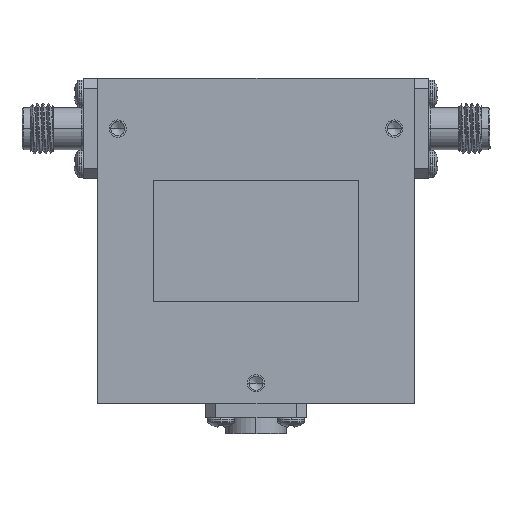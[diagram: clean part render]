
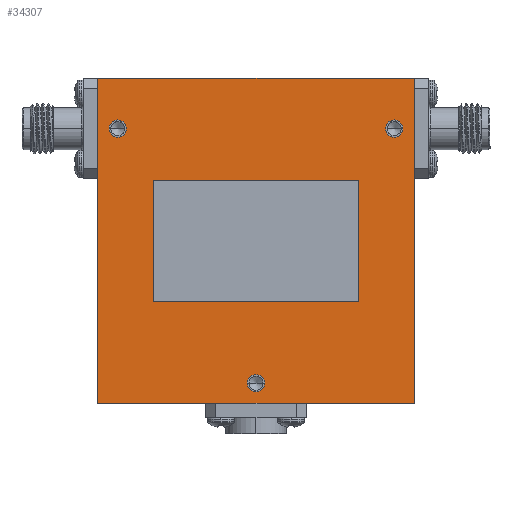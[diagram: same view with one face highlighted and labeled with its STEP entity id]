
A CAD part, top view. The second image highlights one B-rep face of the part: STEP entity #34307.
In plain terms, the highlighted planar face has unit normal (0, 0, 1).
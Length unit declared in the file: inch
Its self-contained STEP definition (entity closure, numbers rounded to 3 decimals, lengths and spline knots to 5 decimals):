
#1 = AXIS2_PLACEMENT_3D ( 'NONE', #32324, #47359, #35786 ) ;
#873 = VECTOR ( 'NONE', #38399, 39.37008 ) ;
#968 = AXIS2_PLACEMENT_3D ( 'NONE', #45851, #22692, #45364 ) ;
#1289 = CARTESIAN_POINT ( 'NONE',  ( -0.51236, -0.30181, 0.35 ) ) ;
#1766 = CARTESIAN_POINT ( 'NONE',  ( -0.69, 0.56, 0.35 ) ) ;
#2031 = CARTESIAN_POINT ( 'NONE',  ( 0.647, 0.56, 0.35 ) ) ;
#2606 = VERTEX_POINT ( 'NONE', #44752 ) ;
#2615 = CARTESIAN_POINT ( 'NONE',  ( -0.733, 0.56, 0.35 ) ) ;
#2756 = DIRECTION ( 'NONE',  ( 1., 0., 0. ) ) ;
#3174 = CARTESIAN_POINT ( 'NONE',  ( -0.51236, -0.30181, 0.35 ) ) ;
#3919 = EDGE_CURVE ( 'NONE', #33523, #16374, #6293, .T. ) ;
#3938 = VECTOR ( 'NONE', #46333, 39.37008 ) ;
#3953 = VECTOR ( 'NONE', #25489, 39.37008 ) ;
#5608 = VERTEX_POINT ( 'NONE', #5982 ) ;
#5982 = CARTESIAN_POINT ( 'NONE',  ( -0.79, -0.81, 0.35 ) ) ;
#6190 = DIRECTION ( 'NONE',  ( 0., 0., 1. ) ) ;
#6191 = ORIENTED_EDGE ( 'NONE', *, *, #12748, .F. ) ;
#6293 = CIRCLE ( 'NONE', #10131, 0.043 ) ;
#7499 = CARTESIAN_POINT ( 'NONE',  ( 0.51236, 0.30181, 0.35 ) ) ;
#8147 = EDGE_CURVE ( 'NONE', #37118, #36731, #26107, .T. ) ;
#8285 = EDGE_CURVE ( 'NONE', #23992, #21367, #41986, .T. ) ;
#9081 = CARTESIAN_POINT ( 'NONE',  ( 0.51236, -0.30181, 0.35 ) ) ;
#9158 = DIRECTION ( 'NONE',  ( 1., 0., 0. ) ) ;
#9367 = DIRECTION ( 'NONE',  ( 0., 1., 0. ) ) ;
#10131 = AXIS2_PLACEMENT_3D ( 'NONE', #37123, #44266, #21593 ) ;
#10513 = CARTESIAN_POINT ( 'NONE',  ( 0., -0.71, 0.35 ) ) ;
#10754 = ORIENTED_EDGE ( 'NONE', *, *, #28866, .T. ) ;
#10789 = CARTESIAN_POINT ( 'NONE',  ( -0.647, 0.56, 0.35 ) ) ;
#11695 = CARTESIAN_POINT ( 'NONE',  ( -0.79, -0.81, 0.35 ) ) ;
#12748 = EDGE_CURVE ( 'NONE', #31787, #2606, #46768, .T. ) ;
#12810 = LINE ( 'NONE', #43076, #47914 ) ;
#12858 = ORIENTED_EDGE ( 'NONE', *, *, #39643, .T. ) ;
#13112 = VERTEX_POINT ( 'NONE', #3174 ) ;
#13274 = CARTESIAN_POINT ( 'NONE',  ( 0.043, -0.71, 0.35 ) ) ;
#13395 = AXIS2_PLACEMENT_3D ( 'NONE', #44578, #6190, #2756 ) ;
#13469 = LINE ( 'NONE', #43246, #29481 ) ;
#14186 = LINE ( 'NONE', #29192, #3953 ) ;
#15073 = VERTEX_POINT ( 'NONE', #23878 ) ;
#15090 = EDGE_CURVE ( 'NONE', #39511, #31787, #12810, .T. ) ;
#15323 = DIRECTION ( 'NONE',  ( 1., 0., 0. ) ) ;
#15490 = DIRECTION ( 'NONE',  ( 0., 0., -1. ) ) ;
#15638 = DIRECTION ( 'NONE',  ( 0., -1., 0. ) ) ;
#16181 = DIRECTION ( 'NONE',  ( 0., 1., 0. ) ) ;
#16202 = ORIENTED_EDGE ( 'NONE', *, *, #18647, .T. ) ;
#16374 = VERTEX_POINT ( 'NONE', #26949 ) ;
#18162 = CARTESIAN_POINT ( 'NONE',  ( -0.79, 0.81, 0.35 ) ) ;
#18512 = EDGE_CURVE ( 'NONE', #13112, #39511, #22025, .T. ) ;
#18647 = EDGE_CURVE ( 'NONE', #15073, #33293, #14186, .T. ) ;
#18884 = VECTOR ( 'NONE', #24999, 39.37008 ) ;
#19871 = ORIENTED_EDGE ( 'NONE', *, *, #25689, .F. ) ;
#20159 = CARTESIAN_POINT ( 'NONE',  ( -0.51236, 0.30181, 0.35 ) ) ;
#20202 = CARTESIAN_POINT ( 'NONE',  ( -0.043, -0.71, 0.35 ) ) ;
#21367 = VERTEX_POINT ( 'NONE', #10789 ) ;
#21562 = DIRECTION ( 'NONE',  ( 1., 0., 0. ) ) ;
#21593 = DIRECTION ( 'NONE',  ( 1., 0., 0. ) ) ;
#22025 = LINE ( 'NONE', #37307, #18884 ) ;
#22692 = DIRECTION ( 'NONE',  ( 0., 0., 1. ) ) ;
#22743 = CIRCLE ( 'NONE', #1, 0.043 ) ;
#23863 = AXIS2_PLACEMENT_3D ( 'NONE', #1766, #28333, #9158 ) ;
#23878 = CARTESIAN_POINT ( 'NONE',  ( 0.79, 0.81, 0.35 ) ) ;
#23992 = VERTEX_POINT ( 'NONE', #2615 ) ;
#24293 = ORIENTED_EDGE ( 'NONE', *, *, #25854, .F. ) ;
#24999 = DIRECTION ( 'NONE',  ( 1., 0., 0. ) ) ;
#25489 = DIRECTION ( 'NONE',  ( -1., 0., 0. ) ) ;
#25689 = EDGE_CURVE ( 'NONE', #2606, #13112, #35004, .T. ) ;
#25854 = EDGE_CURVE ( 'NONE', #16374, #33523, #36973, .T. ) ;
#26068 = PLANE ( 'NONE',  #45079 ) ;
#26107 = CIRCLE ( 'NONE', #968, 0.043 ) ;
#26949 = CARTESIAN_POINT ( 'NONE',  ( 0.733, 0.56, 0.35 ) ) ;
#27991 = EDGE_LOOP ( 'NONE', ( #34197, #32657 ) ) ;
#28333 = DIRECTION ( 'NONE',  ( 0., 0., 1. ) ) ;
#28838 = ORIENTED_EDGE ( 'NONE', *, *, #37754, .T. ) ;
#28866 = EDGE_CURVE ( 'NONE', #5608, #44760, #40946, .T. ) ;
#29192 = CARTESIAN_POINT ( 'NONE',  ( -0.79, 0.81, 0.35 ) ) ;
#29481 = VECTOR ( 'NONE', #16181, 39.37008 ) ;
#29766 = FACE_BOUND ( 'NONE', #27991, .T. ) ;
#30672 = ORIENTED_EDGE ( 'NONE', *, *, #8285, .F. ) ;
#30743 = EDGE_LOOP ( 'NONE', ( #36492, #39090, #19871, #6191 ) ) ;
#31143 = CIRCLE ( 'NONE', #41396, 0.043 ) ;
#31787 = VERTEX_POINT ( 'NONE', #7499 ) ;
#32324 = CARTESIAN_POINT ( 'NONE',  ( -0.69, 0.56, 0.35 ) ) ;
#32657 = ORIENTED_EDGE ( 'NONE', *, *, #41022, .F. ) ;
#32670 = EDGE_LOOP ( 'NONE', ( #28838, #16202, #12858, #10754 ) ) ;
#33293 = VERTEX_POINT ( 'NONE', #18162 ) ;
#33523 = VERTEX_POINT ( 'NONE', #2031 ) ;
#33692 = FACE_BOUND ( 'NONE', #36313, .T. ) ;
#34197 = ORIENTED_EDGE ( 'NONE', *, *, #8147, .F. ) ;
#34307 = ADVANCED_FACE ( 'NONE', ( #37890, #29766, #44784, #33692, #45284 ), #26068, .F. ) ;
#35004 = LINE ( 'NONE', #1289, #3938 ) ;
#35786 = DIRECTION ( 'NONE',  ( 1., 0., 0. ) ) ;
#36313 = EDGE_LOOP ( 'NONE', ( #41813, #30672 ) ) ;
#36492 = ORIENTED_EDGE ( 'NONE', *, *, #15090, .F. ) ;
#36731 = VERTEX_POINT ( 'NONE', #20202 ) ;
#36931 = CARTESIAN_POINT ( 'NONE',  ( 0.79, -0.81, 0.35 ) ) ;
#36973 = CIRCLE ( 'NONE', #13395, 0.043 ) ;
#37118 = VERTEX_POINT ( 'NONE', #13274 ) ;
#37123 = CARTESIAN_POINT ( 'NONE',  ( 0.69, 0.56, 0.35 ) ) ;
#37243 = CARTESIAN_POINT ( 'NONE',  ( -0.79, -0.81, 0.35 ) ) ;
#37307 = CARTESIAN_POINT ( 'NONE',  ( -0.51236, -0.30181, 0.35 ) ) ;
#37754 = EDGE_CURVE ( 'NONE', #44760, #15073, #13469, .T. ) ;
#37890 = FACE_OUTER_BOUND ( 'NONE', #32670, .T. ) ;
#38399 = DIRECTION ( 'NONE',  ( -1., 0., 0. ) ) ;
#39090 = ORIENTED_EDGE ( 'NONE', *, *, #18512, .F. ) ;
#39511 = VERTEX_POINT ( 'NONE', #9081 ) ;
#39643 = EDGE_CURVE ( 'NONE', #33293, #5608, #41989, .T. ) ;
#39758 = EDGE_LOOP ( 'NONE', ( #24293, #47035 ) ) ;
#40186 = VECTOR ( 'NONE', #15323, 39.37008 ) ;
#40310 = DIRECTION ( 'NONE',  ( 0., 0., 1. ) ) ;
#40946 = LINE ( 'NONE', #37243, #40186 ) ;
#41022 = EDGE_CURVE ( 'NONE', #36731, #37118, #31143, .T. ) ;
#41112 = DIRECTION ( 'NONE',  ( 0., -1., 0. ) ) ;
#41396 = AXIS2_PLACEMENT_3D ( 'NONE', #10513, #40310, #21562 ) ;
#41813 = ORIENTED_EDGE ( 'NONE', *, *, #44836, .F. ) ;
#41986 = CIRCLE ( 'NONE', #23863, 0.043 ) ;
#41989 = LINE ( 'NONE', #11695, #46034 ) ;
#43076 = CARTESIAN_POINT ( 'NONE',  ( 0.51236, -0.30181, 0.35 ) ) ;
#43246 = CARTESIAN_POINT ( 'NONE',  ( 0.79, -0.81, 0.35 ) ) ;
#44266 = DIRECTION ( 'NONE',  ( 0., 0., 1. ) ) ;
#44578 = CARTESIAN_POINT ( 'NONE',  ( 0.69, 0.56, 0.35 ) ) ;
#44752 = CARTESIAN_POINT ( 'NONE',  ( -0.51236, 0.30181, 0.35 ) ) ;
#44760 = VERTEX_POINT ( 'NONE', #36931 ) ;
#44784 = FACE_BOUND ( 'NONE', #39758, .T. ) ;
#44836 = EDGE_CURVE ( 'NONE', #21367, #23992, #22743, .T. ) ;
#45079 = AXIS2_PLACEMENT_3D ( 'NONE', #48731, #15490, #41112 ) ;
#45284 = FACE_BOUND ( 'NONE', #30743, .T. ) ;
#45364 = DIRECTION ( 'NONE',  ( 1., 0., 0. ) ) ;
#45851 = CARTESIAN_POINT ( 'NONE',  ( 0., -0.71, 0.35 ) ) ;
#46034 = VECTOR ( 'NONE', #15638, 39.37008 ) ;
#46333 = DIRECTION ( 'NONE',  ( 0., -1., 0. ) ) ;
#46768 = LINE ( 'NONE', #20159, #873 ) ;
#47035 = ORIENTED_EDGE ( 'NONE', *, *, #3919, .F. ) ;
#47359 = DIRECTION ( 'NONE',  ( 0., 0., 1. ) ) ;
#47914 = VECTOR ( 'NONE', #9367, 39.37008 ) ;
#48731 = CARTESIAN_POINT ( 'NONE',  ( 0., 0., 0.35 ) ) ;
